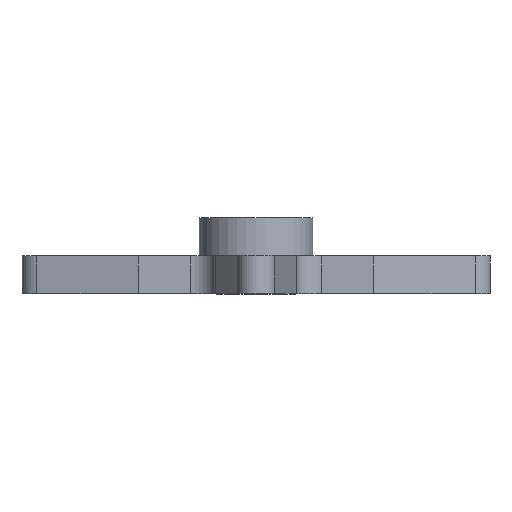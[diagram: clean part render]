
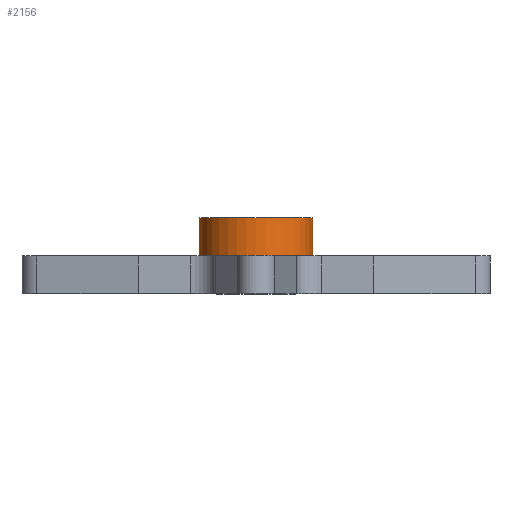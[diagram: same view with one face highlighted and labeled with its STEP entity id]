
A CAD part, top view. The second image highlights one B-rep face of the part: STEP entity #2156.
In plain terms, the highlighted cylindrical face has radius 4.5 mm (diameter 9 mm), a partial arc.
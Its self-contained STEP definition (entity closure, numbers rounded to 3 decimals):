
#552=CARTESIAN_POINT('',(0.,3.,0.));
#553=DIRECTION('',(0.,1.,0.));
#554=DIRECTION('',(-1.,0.,0.));
#555=AXIS2_PLACEMENT_3D('',#552,#553,#554);
#773=DIRECTION('',(0.,1.,0.));
#774=VECTOR('',#773,3.);
#775=CARTESIAN_POINT('',(4.5,3.,0.));
#776=LINE('',#775,#774);
#777=DIRECTION('',(0.,1.,0.));
#778=VECTOR('',#777,3.);
#779=CARTESIAN_POINT('',(-4.5,3.,0.));
#780=LINE('',#779,#778);
#786=CARTESIAN_POINT('',(0.,6.,0.));
#787=DIRECTION('',(0.,1.,0.));
#788=DIRECTION('',(-1.,0.,0.));
#789=AXIS2_PLACEMENT_3D('',#786,#787,#788);
#1061=CARTESIAN_POINT('',(4.5,6.,0.));
#1062=CARTESIAN_POINT('',(-4.5,6.,0.));
#1063=VERTEX_POINT('',#1061);
#1064=VERTEX_POINT('',#1062);
#1065=CARTESIAN_POINT('',(4.5,3.,0.));
#1066=CARTESIAN_POINT('',(-4.5,3.,0.));
#1067=VERTEX_POINT('',#1065);
#1068=VERTEX_POINT('',#1066);
#2144=CARTESIAN_POINT('',(0.,3.,0.));
#2145=DIRECTION('',(0.,1.,0.));
#2146=DIRECTION('',(1.,0.,0.));
#2147=AXIS2_PLACEMENT_3D('',#2144,#2145,#2146);
#2148=CYLINDRICAL_SURFACE('',#2147,4.5);
#2149=ORIENTED_EDGE('',*,*,#1422,.F.);
#2150=ORIENTED_EDGE('',*,*,#2139,.T.);
#2152=ORIENTED_EDGE('',*,*,#2151,.T.);
#2153=ORIENTED_EDGE('',*,*,#2135,.F.);
#2154=EDGE_LOOP('',(#2149,#2150,#2152,#2153));
#2155=FACE_OUTER_BOUND('',#2154,.F.);
#2156=ADVANCED_FACE('',(#2155),#2148,.T.);
#556=CIRCLE('',#555,4.5);
#790=CIRCLE('',#789,4.5);
#1422=EDGE_CURVE('',#1068,#1067,#556,.T.);
#2135=EDGE_CURVE('',#1067,#1063,#776,.T.);
#2139=EDGE_CURVE('',#1068,#1064,#780,.T.);
#2151=EDGE_CURVE('',#1064,#1063,#790,.T.);
